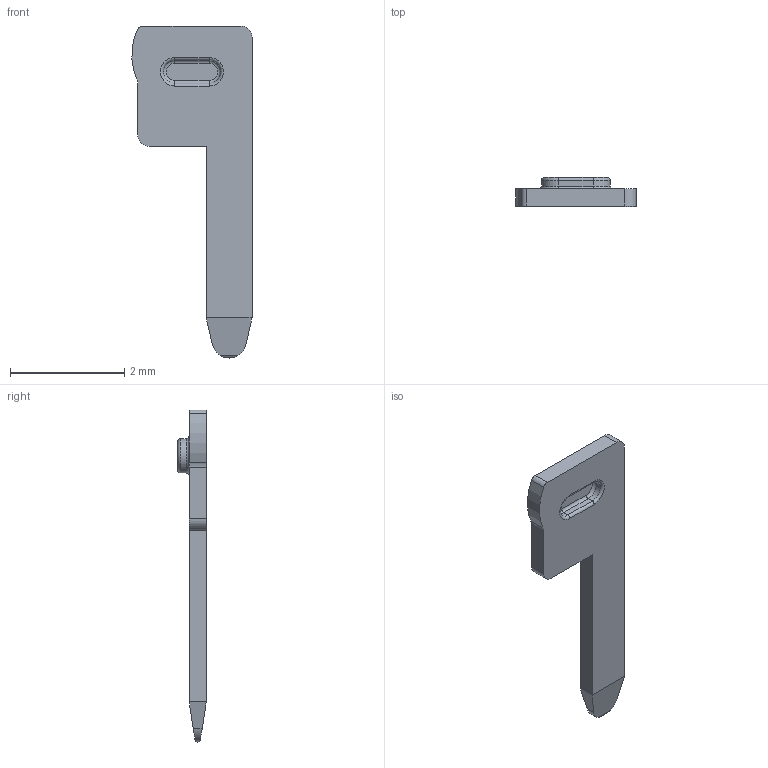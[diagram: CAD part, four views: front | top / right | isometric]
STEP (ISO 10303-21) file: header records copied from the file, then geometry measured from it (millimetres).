
FILE_DESCRIPTION(('FreeCAD Model'),'2;1');
FILE_NAME('Open CASCADE Shape Model','2023-06-05T15:53:34',(''),(''), 'Open CASCADE STEP processor 7.6','FreeCAD','Unknown');
FILE_SCHEMA(('AUTOMOTIVE_DESIGN { 1 0 10303 214 1 1 1 1 }'));
Length unit declared in the file: millimetre
Products named in the file (1): pin3
Bounding box: 2.1 x 0.5 x 5.8 mm (x, y, z)
Volume: 2.1 mm3; surface area: 19.3 mm2
Topology: 1 solids, 1 shells, 46 faces, 105 edges, 63 vertices
Faces by surface type: cylinder 21, plane 17, torus 8
Entity records: 1345 total; most frequent: CARTESIAN_POINT 259, DIRECTION 241, ORIENTED_EDGE 210, EDGE_CURVE 105, AXIS2_PLACEMENT_3D 93, VERTEX_POINT 63, LINE 55, VECTOR 55
